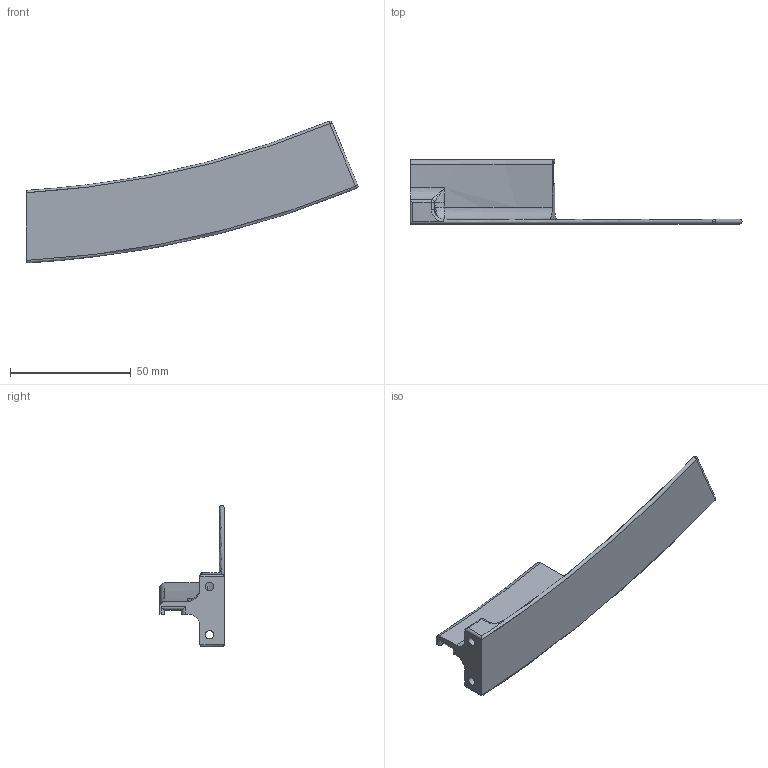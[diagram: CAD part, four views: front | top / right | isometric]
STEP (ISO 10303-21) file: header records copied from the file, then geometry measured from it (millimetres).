
FILE_DESCRIPTION(/* description */ (''),/* implementation_level */ '2;1');
FILE_NAME(/* name */ 'Az_slide_frame_left.step',/* time_stamp */ '2020-09-09T10:25:47-04:00',/* author */ (''),/* organization */ (''),/* preprocessor_version */ 'ST-DEVELOPER v18.1',/* originating_system */ 'Autodesk Translation Framework v9.3.0.1241',/* authorisation */ '');
FILE_SCHEMA (('AUTOMOTIVE_DESIGN { 1 0 10303 214 3 1 1 }'));
Length unit declared in the file: millimetre
Products named in the file (1): FusionComponent
Bounding box: 137.46 x 26.6 x 58.55 mm (x, y, z)
Volume: 16029.9 mm3; surface area: 12386.7 mm2
Topology: 1 solids, 1 shells, 87 faces, 224 edges, 137 vertices
Faces by surface type: cylinder 32, bspline 21, plane 16, torus 12, sphere 6
Full cylindrical faces by diameter (mm): 3.5 x2, 6.5 x2
Entity records: 3587 total; most frequent: CARTESIAN_POINT 1536, ORIENTED_EDGE 444, DIRECTION 396, EDGE_CURVE 222, AXIS2_PLACEMENT_3D 166, VERTEX_POINT 137, CIRCLE 95, EDGE_LOOP 91
